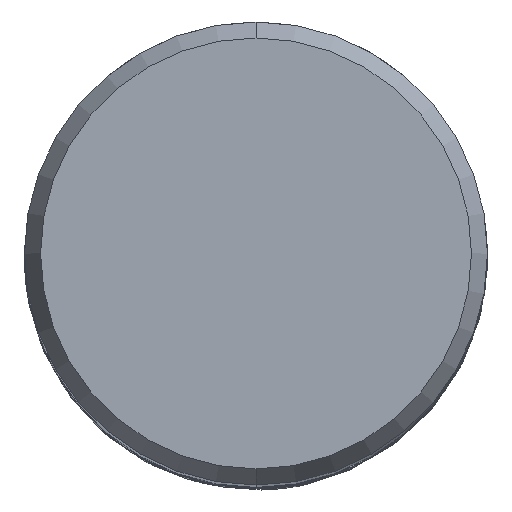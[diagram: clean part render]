
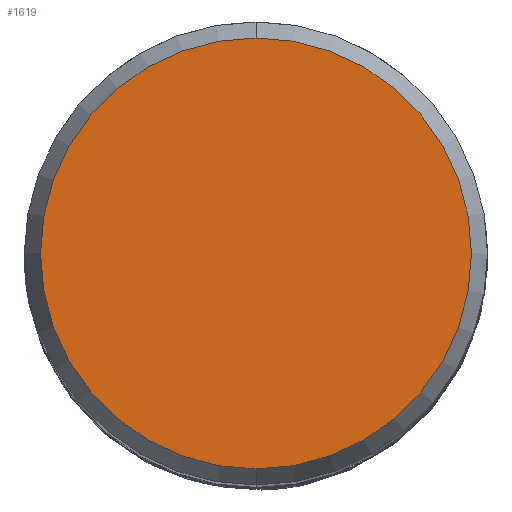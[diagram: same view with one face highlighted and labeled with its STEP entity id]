
A CAD part, top view. The second image highlights one B-rep face of the part: STEP entity #1619.
In plain terms, the highlighted planar face has unit normal (0, 0, 1).
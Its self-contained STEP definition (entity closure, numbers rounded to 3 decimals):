
#975=VERTEX_POINT('',#2212);
#987=VERTEX_POINT('',#2225);
#1333=EDGE_CURVE('',#975,#987,#2603,.T.);
#1507=EDGE_CURVE('',#987,#975,#2798,.T.);
#1619=ADVANCED_FACE('',(#2926),#2927,.T.);
#2212=CARTESIAN_POINT('',(0.0,9.307,0.0));
#2225=CARTESIAN_POINT('',(0.,-9.307,0.0));
#2603=CIRCLE('',#13399,9.307);
#2798=CIRCLE('',#16352,9.307);
#2926=FACE_OUTER_BOUND('',#19668,.T.);
#2927=PLANE('',#19669);
#13399=AXIS2_PLACEMENT_3D('',#21951,#21952,#21953);
#16352=AXIS2_PLACEMENT_3D('',#22157,#22158,#22159);
#19668=EDGE_LOOP('',(#22357,#22358));
#19669=AXIS2_PLACEMENT_3D('',#22359,#22360,#22361);
#21951=CARTESIAN_POINT('',(0.0,0.0,0.0));
#21952=DIRECTION('',(0.0,0.0,-1.0));
#21953=DIRECTION('',(0.0,1.0,0.0));
#22157=CARTESIAN_POINT('',(0.0,0.0,0.0));
#22158=DIRECTION('',(0.0,0.0,-1.0));
#22159=DIRECTION('',(0.0,1.0,0.0));
#22357=ORIENTED_EDGE('',*,*,#1333,.F.);
#22358=ORIENTED_EDGE('',*,*,#1507,.F.);
#22359=CARTESIAN_POINT('',(0.0,4.654,0.0));
#22360=DIRECTION('',(-0.0,0.0,1.0));
#22361=DIRECTION('',(0.0,-1.0,0.0));
